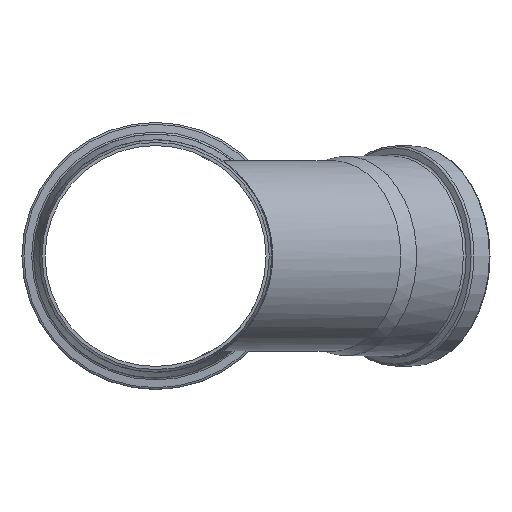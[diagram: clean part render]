
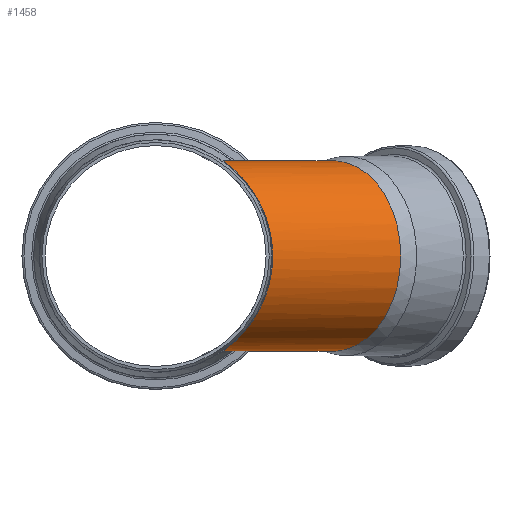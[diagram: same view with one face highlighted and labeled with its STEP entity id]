
A CAD part, front view. The second image highlights one B-rep face of the part: STEP entity #1458.
In plain terms, the highlighted cylindrical face has radius 45.1 mm (diameter 90.2 mm), a partial arc.
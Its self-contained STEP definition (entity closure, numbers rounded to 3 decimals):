
#58=B_SPLINE_CURVE_WITH_KNOTS('',3,(#3032,#3033,#3034,#3035,#3036,#3037,
#3038,#3039),.UNSPECIFIED.,.F.,.F.,(4,2,2,4),(0.966,0.968,
0.981,0.994),.UNSPECIFIED.);
#67=B_SPLINE_CURVE_WITH_KNOTS('',3,(#3527,#3528,#3529,#3530,#3531,#3532,
#3533,#3534,#3535,#3536,#3537,#3538,#3539,#3540,#3541,#3542,#3543,#3544,
#3545,#3546,#3547,#3548,#3549,#3550,#3551,#3552,#3553,#3554,#3555,#3556),
 .UNSPECIFIED.,.F.,.F.,(4,1,1,1,1,1,1,1,1,1,1,1,1,1,1,1,1,1,1,1,1,1,1,1,
1,1,1,4),(38.112,39.304,40.515,42.937,
45.36,46.571,47.176,47.782,48.589,
49.397,50.204,51.012,52.627,54.241,
55.856,57.471,59.086,59.893,60.701,
61.508,62.316,63.123,63.931,65.546,
67.16,69.583,70.794,71.985),
 .UNSPECIFIED.);
#70=B_SPLINE_CURVE_WITH_KNOTS('',3,(#3760,#3761,#3762,#3763,#3764,#3765),
 .UNSPECIFIED.,.F.,.F.,(4,2,4),(0.,0.015,0.025),
 .UNSPECIFIED.);
#88=CYLINDRICAL_SURFACE('',#1692,45.1);
#230=FACE_OUTER_BOUND('',#300,.T.);
#300=EDGE_LOOP('',(#1306,#1307,#1308,#1309));
#468=CIRCLE('',#1693,45.1);
#630=VERTEX_POINT('',#3026);
#631=VERTEX_POINT('',#3031);
#640=VERTEX_POINT('',#3526);
#641=VERTEX_POINT('',#3759);
#855=EDGE_CURVE('',#631,#630,#58,.T.);
#868=EDGE_CURVE('',#631,#640,#67,.T.);
#871=EDGE_CURVE('',#641,#640,#70,.T.);
#873=EDGE_CURVE('',#630,#641,#468,.T.);
#1306=ORIENTED_EDGE('',*,*,#855,.T.);
#1307=ORIENTED_EDGE('',*,*,#873,.T.);
#1308=ORIENTED_EDGE('',*,*,#871,.T.);
#1309=ORIENTED_EDGE('',*,*,#868,.F.);
#1458=ADVANCED_FACE('',(#230),#88,.T.);
#1692=AXIS2_PLACEMENT_3D('',#3770,#2151,#2152);
#1693=AXIS2_PLACEMENT_3D('',#3771,#2153,#2154);
#2151=DIRECTION('center_axis',(-0.707,-0.707,0.));
#2152=DIRECTION('ref_axis',(0.707,-0.707,0.));
#2153=DIRECTION('center_axis',(-0.707,-0.707,0.));
#2154=DIRECTION('ref_axis',(0.707,-0.707,0.));
#3026=CARTESIAN_POINT('',(54.909,183.363,-17.211));
#3031=CARTESIAN_POINT('',(54.79,183.369,-16.994));
#3032=CARTESIAN_POINT('Ctrl Pts',(54.79,183.369,-16.994));
#3033=CARTESIAN_POINT('Ctrl Pts',(54.794,183.371,-16.999));
#3034=CARTESIAN_POINT('Ctrl Pts',(54.797,183.372,-17.003));
#3035=CARTESIAN_POINT('Ctrl Pts',(54.825,183.381,-17.036));
#3036=CARTESIAN_POINT('Ctrl Pts',(54.847,183.384,-17.068));
#3037=CARTESIAN_POINT('Ctrl Pts',(54.884,183.381,-17.137));
#3038=CARTESIAN_POINT('Ctrl Pts',(54.898,183.374,-17.174));
#3039=CARTESIAN_POINT('Ctrl Pts',(54.909,183.363,-17.211));
#3526=CARTESIAN_POINT('',(54.79,183.369,16.994));
#3527=CARTESIAN_POINT('Ctrl Pts',(54.79,183.369,-16.994));
#3528=CARTESIAN_POINT('Ctrl Pts',(53.828,180.811,-19.77));
#3529=CARTESIAN_POINT('Ctrl Pts',(51.639,174.944,-24.618));
#3530=CARTESIAN_POINT('Ctrl Pts',(46.867,161.81,-32.23));
#3531=CARTESIAN_POINT('Ctrl Pts',(40.739,143.911,-38.94));
#3532=CARTESIAN_POINT('Ctrl Pts',(35.307,125.095,-43.147));
#3533=CARTESIAN_POINT('Ctrl Pts',(32.787,111.407,-44.758));
#3534=CARTESIAN_POINT('Ctrl Pts',(32.097,103.476,-45.14));
#3535=CARTESIAN_POINT('Ctrl Pts',(32.087,96.847,-45.073));
#3536=CARTESIAN_POINT('Ctrl Pts',(33.04,89.657,-44.343));
#3537=CARTESIAN_POINT('Ctrl Pts',(35.573,82.401,-42.378));
#3538=CARTESIAN_POINT('Ctrl Pts',(39.276,76.277,-39.066));
#3539=CARTESIAN_POINT('Ctrl Pts',(44.821,69.767,-33.009));
#3540=CARTESIAN_POINT('Ctrl Pts',(51.293,64.31,-22.84));
#3541=CARTESIAN_POINT('Ctrl Pts',(55.722,61.126,-7.942));
#3542=CARTESIAN_POINT('Ctrl Pts',(55.72,61.125,7.935));
#3543=CARTESIAN_POINT('Ctrl Pts',(51.299,64.308,22.835));
#3544=CARTESIAN_POINT('Ctrl Pts',(44.825,69.764,33.004));
#3545=CARTESIAN_POINT('Ctrl Pts',(39.28,76.271,39.062));
#3546=CARTESIAN_POINT('Ctrl Pts',(35.577,82.397,42.376));
#3547=CARTESIAN_POINT('Ctrl Pts',(33.041,89.649,44.343));
#3548=CARTESIAN_POINT('Ctrl Pts',(32.001,97.496,45.138));
#3549=CARTESIAN_POINT('Ctrl Pts',(32.159,105.462,45.121));
#3550=CARTESIAN_POINT('Ctrl Pts',(33.468,115.996,44.342));
#3551=CARTESIAN_POINT('Ctrl Pts',(36.397,128.874,42.353));
#3552=CARTESIAN_POINT('Ctrl Pts',(41.543,146.299,38.051));
#3553=CARTESIAN_POINT('Ctrl Pts',(46.87,161.802,32.232));
#3554=CARTESIAN_POINT('Ctrl Pts',(51.636,174.94,24.621));
#3555=CARTESIAN_POINT('Ctrl Pts',(53.828,180.811,19.77));
#3556=CARTESIAN_POINT('Ctrl Pts',(54.79,183.369,16.994));
#3759=CARTESIAN_POINT('',(54.909,183.363,17.211));
#3760=CARTESIAN_POINT('Ctrl Pts',(54.909,183.363,17.211));
#3761=CARTESIAN_POINT('Ctrl Pts',(54.895,183.377,17.164));
#3762=CARTESIAN_POINT('Ctrl Pts',(54.876,183.384,17.118));
#3763=CARTESIAN_POINT('Ctrl Pts',(54.832,183.382,17.045));
#3764=CARTESIAN_POINT('Ctrl Pts',(54.812,183.377,17.019));
#3765=CARTESIAN_POINT('Ctrl Pts',(54.79,183.369,16.994));
#3770=CARTESIAN_POINT('Origin',(42.193,111.693,0.));
#3771=CARTESIAN_POINT('Origin',(84.386,153.886,0.));
